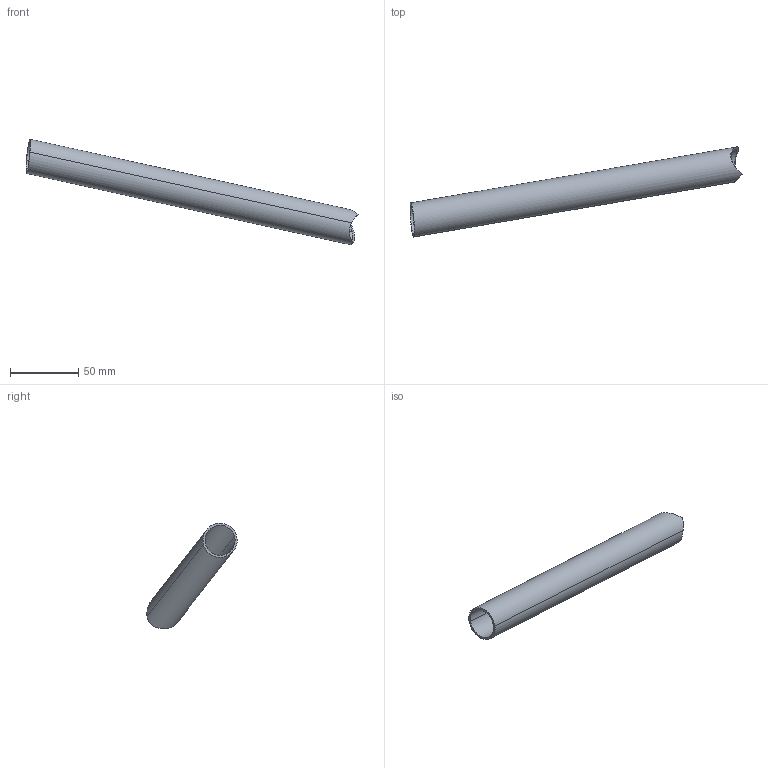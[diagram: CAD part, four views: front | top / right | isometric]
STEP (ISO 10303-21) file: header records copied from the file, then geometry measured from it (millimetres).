
FILE_DESCRIPTION(('STEP AP214'),'1');
FILE_NAME('35.stp','2018-02-08T15:08:15',(' '),(' '),'Spatial InterOp 3D',' ',' ');
FILE_SCHEMA(('automotive_design'));
Length unit declared in the file: metre
Products named in the file (1): Corps1
Bounding box: 242.89 x 66.02 x 77.24 mm (x, y, z)
Volume: 27164.2 mm3; surface area: 36468.8 mm2
Topology: 1 solids, 1 shells, 10 faces, 31 edges, 22 vertices
Faces by surface type: cylinder 9, plane 1
Entity records: 807 total; most frequent: CARTESIAN_POINT 427, ORIENTED_EDGE 62, DIRECTION 53, EDGE_CURVE 31, AXIS2_PLACEMENT_3D 23, VERTEX_POINT 22, B_SPLINE_CURVE_WITH_KNOTS 12, STYLED_ITEM 11
